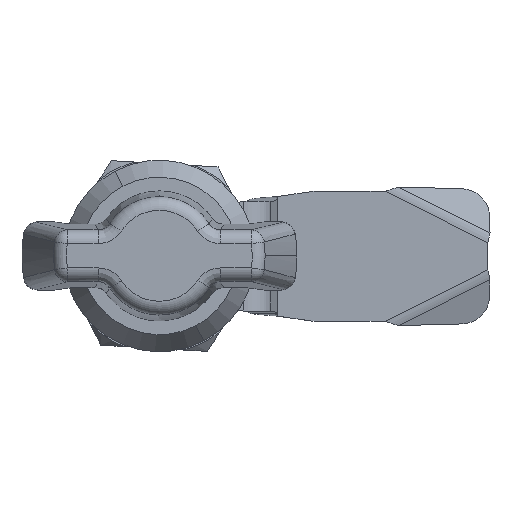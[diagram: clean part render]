
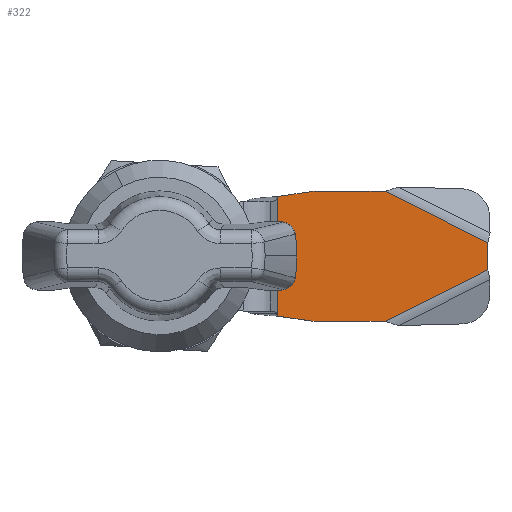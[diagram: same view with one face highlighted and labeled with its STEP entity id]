
A CAD part, top view. The second image highlights one B-rep face of the part: STEP entity #322.
In plain terms, the highlighted planar face has unit normal (0, 0, 1).
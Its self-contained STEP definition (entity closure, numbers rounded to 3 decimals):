
#230 = VECTOR ( 'NONE', #21322, 1000. ) ;
#309 = AXIS2_PLACEMENT_3D ( 'NONE', #30980, #23949, #7364 ) ;
#322 = ADVANCED_FACE ( 'NONE', ( #31624 ), #12288, .T. ) ;
#856 = ORIENTED_EDGE ( 'NONE', *, *, #11140, .T. ) ;
#1603 = CARTESIAN_POINT ( 'NONE',  ( 48., 9.5, -30. ) ) ;
#1777 = LINE ( 'NONE', #1603, #2766 ) ;
#1853 = ORIENTED_EDGE ( 'NONE', *, *, #9887, .T. ) ;
#1908 = EDGE_CURVE ( 'NONE', #16634, #28773, #9557, .T. ) ;
#2114 = CARTESIAN_POINT ( 'NONE',  ( 48., -1.998, -30. ) ) ;
#2204 = ORIENTED_EDGE ( 'NONE', *, *, #24172, .T. ) ;
#2210 = EDGE_CURVE ( 'NONE', #19522, #11588, #23738, .T. ) ;
#2766 = VECTOR ( 'NONE', #18539, 1000. ) ;
#2894 = EDGE_CURVE ( 'NONE', #12529, #19522, #24744, .T. ) ;
#3274 = VECTOR ( 'NONE', #8040, 1000. ) ;
#3753 = VECTOR ( 'NONE', #9742, 1000. ) ;
#3867 = DIRECTION ( 'NONE',  ( 1., 0., 0. ) ) ;
#3944 = CARTESIAN_POINT ( 'NONE',  ( 32.996, 9.5, -30. ) ) ;
#4988 = VERTEX_POINT ( 'NONE', #18250 ) ;
#5044 = DIRECTION ( 'NONE',  ( 0., -1., 0. ) ) ;
#5086 = DIRECTION ( 'NONE',  ( 0., 0., 1. ) ) ;
#5099 = CARTESIAN_POINT ( 'NONE',  ( 6.828, 22.584, -30. ) ) ;
#5709 = ORIENTED_EDGE ( 'NONE', *, *, #2210, .T. ) ;
#6312 = DIRECTION ( 'NONE',  ( -1., 0., 0. ) ) ;
#6999 = CARTESIAN_POINT ( 'NONE',  ( 17.263, -8.732, -30. ) ) ;
#7364 = DIRECTION ( 'NONE',  ( 1., 0., 0. ) ) ;
#8040 = DIRECTION ( 'NONE',  ( -0.894, 0.447, 0. ) ) ;
#8258 = CARTESIAN_POINT ( 'NONE',  ( 22.211, 9.458, -30. ) ) ;
#9189 = AXIS2_PLACEMENT_3D ( 'NONE', #17982, #17625, #34739 ) ;
#9557 = LINE ( 'NONE', #18572, #230 ) ;
#9742 = DIRECTION ( 'NONE',  ( 0.989, -0.145, 0. ) ) ;
#9887 = EDGE_CURVE ( 'NONE', #4988, #18841, #25600, .T. ) ;
#10216 = VECTOR ( 'NONE', #5044, 1000. ) ;
#10449 = LINE ( 'NONE', #5099, #3274 ) ;
#11140 = EDGE_CURVE ( 'NONE', #18841, #12529, #23250, .T. ) ;
#11172 = EDGE_CURVE ( 'NONE', #25471, #4988, #17187, .T. ) ;
#11588 = VERTEX_POINT ( 'NONE', #32752 ) ;
#12288 = PLANE ( 'NONE',  #9189 ) ;
#12529 = VERTEX_POINT ( 'NONE', #34411 ) ;
#13190 = EDGE_CURVE ( 'NONE', #31189, #25471, #10449, .T. ) ;
#13832 = EDGE_LOOP ( 'NONE', ( #16709, #2204, #16410, #20034, #1853, #856, #23791, #5709, #32751, #17893 ) ) ;
#15581 = VECTOR ( 'NONE', #20125, 1000. ) ;
#16410 = ORIENTED_EDGE ( 'NONE', *, *, #13190, .T. ) ;
#16470 = CARTESIAN_POINT ( 'NONE',  ( 17.263, 0., -30. ) ) ;
#16634 = VERTEX_POINT ( 'NONE', #2114 ) ;
#16709 = ORIENTED_EDGE ( 'NONE', *, *, #1908, .F. ) ;
#17187 = LINE ( 'NONE', #28053, #33832 ) ;
#17370 = CARTESIAN_POINT ( 'NONE',  ( 22.5, 9.5, -30. ) ) ;
#17625 = DIRECTION ( 'NONE',  ( 0., 0., 1. ) ) ;
#17893 = ORIENTED_EDGE ( 'NONE', *, *, #25106, .T. ) ;
#17982 = CARTESIAN_POINT ( 'NONE',  ( -4.464, 0., -30. ) ) ;
#18250 = CARTESIAN_POINT ( 'NONE',  ( 22.792, 9.5, -30. ) ) ;
#18401 = CARTESIAN_POINT ( 'NONE',  ( 22.792, -5.5, -30. ) ) ;
#18539 = DIRECTION ( 'NONE',  ( 0., 1., 0. ) ) ;
#18572 = CARTESIAN_POINT ( 'NONE',  ( 6.828, -22.584, -30. ) ) ;
#18841 = VERTEX_POINT ( 'NONE', #8258 ) ;
#19522 = VERTEX_POINT ( 'NONE', #6999 ) ;
#20034 = ORIENTED_EDGE ( 'NONE', *, *, #11172, .T. ) ;
#20119 = VERTEX_POINT ( 'NONE', #23050 ) ;
#20125 = DIRECTION ( 'NONE',  ( -0.989, -0.145, 0. ) ) ;
#21245 = CARTESIAN_POINT ( 'NONE',  ( 32.996, -9.5, -30. ) ) ;
#21322 = DIRECTION ( 'NONE',  ( -0.894, -0.447, 0. ) ) ;
#23050 = CARTESIAN_POINT ( 'NONE',  ( 22.792, -9.5, -30. ) ) ;
#23250 = LINE ( 'NONE', #17370, #15581 ) ;
#23738 = LINE ( 'NONE', #34971, #3753 ) ;
#23791 = ORIENTED_EDGE ( 'NONE', *, *, #2894, .T. ) ;
#23949 = DIRECTION ( 'NONE',  ( 0., 0., 1. ) ) ;
#24172 = EDGE_CURVE ( 'NONE', #16634, #31189, #1777, .T. ) ;
#24744 = LINE ( 'NONE', #16470, #10216 ) ;
#25106 = EDGE_CURVE ( 'NONE', #20119, #28773, #34808, .T. ) ;
#25471 = VERTEX_POINT ( 'NONE', #3944 ) ;
#25600 = CIRCLE ( 'NONE', #309, 4. ) ;
#27441 = VECTOR ( 'NONE', #3867, 1000. ) ;
#28053 = CARTESIAN_POINT ( 'NONE',  ( 48., 9.5, -30. ) ) ;
#28773 = VERTEX_POINT ( 'NONE', #21245 ) ;
#30980 = CARTESIAN_POINT ( 'NONE',  ( 22.792, 5.5, -30. ) ) ;
#31102 = AXIS2_PLACEMENT_3D ( 'NONE', #18401, #5086, #33629 ) ;
#31189 = VERTEX_POINT ( 'NONE', #31639 ) ;
#31624 = FACE_OUTER_BOUND ( 'NONE', #13832, .T. ) ;
#31639 = CARTESIAN_POINT ( 'NONE',  ( 48., 1.998, -30. ) ) ;
#32171 = EDGE_CURVE ( 'NONE', #11588, #20119, #34041, .T. ) ;
#32224 = CARTESIAN_POINT ( 'NONE',  ( 48., -9.5, -30. ) ) ;
#32751 = ORIENTED_EDGE ( 'NONE', *, *, #32171, .T. ) ;
#32752 = CARTESIAN_POINT ( 'NONE',  ( 22.211, -9.458, -30. ) ) ;
#33629 = DIRECTION ( 'NONE',  ( 1., 0., 0. ) ) ;
#33832 = VECTOR ( 'NONE', #6312, 1000. ) ;
#34041 = CIRCLE ( 'NONE', #31102, 4. ) ;
#34411 = CARTESIAN_POINT ( 'NONE',  ( 17.263, 8.732, -30. ) ) ;
#34739 = DIRECTION ( 'NONE',  ( 1., 0., 0. ) ) ;
#34808 = LINE ( 'NONE', #32224, #27441 ) ;
#34971 = CARTESIAN_POINT ( 'NONE',  ( 7.5, -7.3, -30. ) ) ;
